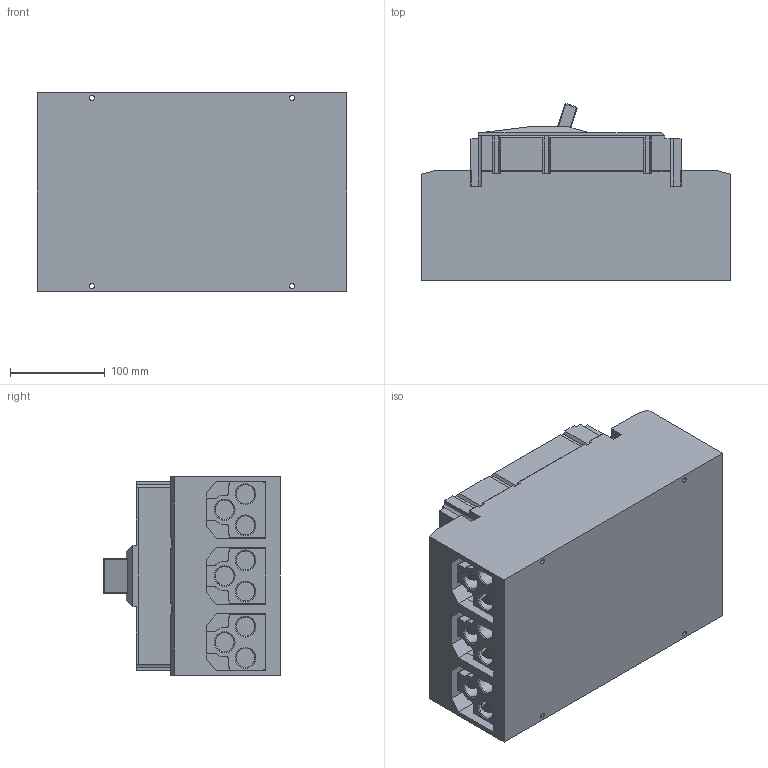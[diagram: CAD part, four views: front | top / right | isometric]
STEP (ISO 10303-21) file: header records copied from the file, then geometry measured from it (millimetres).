
FILE_DESCRIPTION (( 'STEP AP203' ), '1' );
FILE_NAME ('GCB800S-3ES800LL.step', '2021-09-02T13:56:49', ( '' ), ( '' ), 'SwSTEP 2.0', 'SolidWorks 2021', '' );
FILE_SCHEMA (( 'CONFIG_CONTROL_DESIGN' ));
Products named in the file (1): GCB800S-3ES800LL
Bounding box: 327.2 x 186.9 x 210 mm (x, y, z)
Volume: 8852686.9 mm3; surface area: 537033.1 mm2
Topology: 9 solids, 9 shells, 1758 faces, 5420 edges, 3684 vertices
Faces by surface type: cylinder 778, plane 450, bspline 440, cone 90
Entity records: 238799 total; most frequent: CARTESIAN_POINT 196605, ORIENTED_EDGE 10840, DIRECTION 5684, EDGE_CURVE 5420, VERTEX_POINT 3684, B_SPLINE_CURVE_WITH_KNOTS 2968, AXIS2_PLACEMENT_3D 1931, EDGE_LOOP 1898
